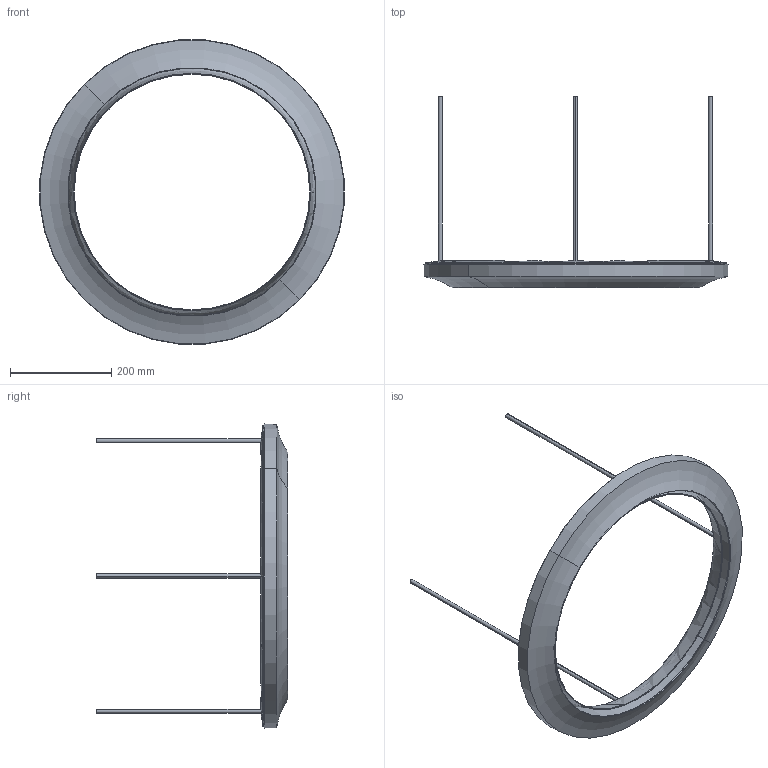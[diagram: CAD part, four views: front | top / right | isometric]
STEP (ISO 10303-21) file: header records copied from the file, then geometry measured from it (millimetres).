
FILE_DESCRIPTION (( 'STEP AP214' ), '1' );
FILE_NAME ('41750979ff_PM.STEP', '2024-02-12T12:07:56', ( '' ), ( '' ), 'SwSTEP 2.0', 'SolidWorks 2023', '' );
FILE_SCHEMA (( 'AUTOMOTIVE_DESIGN' ));
Length unit declared in the file: millimetre
Products named in the file (4): Planungsmodell_Rohr-+-09282258290_K1; Planungsmodell_Gehaeuse-+-09120508821_K1_; 41750979ff_PM; Planungsmodell_Gehaeuse-+-09120508721_K1
Assembly tree (6 placements, depth 2):
  41750979ff_PM
    Planungsmodell_Gehaeuse-+-09120508821_K1_
    Planungsmodell_Gehaeuse-+-09120508721_K1
    Planungsmodell_Rohr-+-09282258290_K1  x4
Bounding box: 601.7 x 378.13 x 601.7 mm (x, y, z)
Volume: 3437603.6 mm3; surface area: 655513.6 mm2
Topology: 6 solids, 6 shells, 66 faces, 132 edges, 74 vertices
Faces by surface type: cone 30, torus 14, cylinder 10, plane 8, bspline 4
Entity records: 1529 total; most frequent: CARTESIAN_POINT 453, DIRECTION 244, ORIENTED_EDGE 180, AXIS2_PLACEMENT_3D 111, EDGE_CURVE 90, CIRCLE 64, VERTEX_POINT 50, FACE_OUTER_BOUND 42
